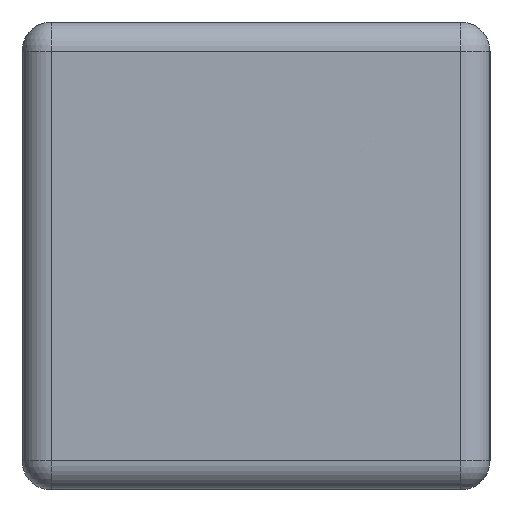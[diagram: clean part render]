
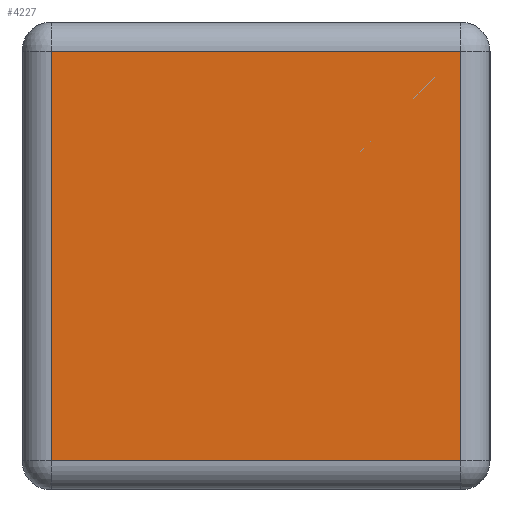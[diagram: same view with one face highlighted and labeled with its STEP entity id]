
A CAD part, left-side view. The second image highlights one B-rep face of the part: STEP entity #4227.
In plain terms, the highlighted planar face has unit normal (-1, 0, 0).
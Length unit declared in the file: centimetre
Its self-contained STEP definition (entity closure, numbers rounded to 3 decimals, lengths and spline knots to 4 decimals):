
#287=AXIS2_PLACEMENT_3D('',#6109,#1466,$);
#372=PLANE('',#287);
#664=VECTOR('',#1422,1.);
#667=VECTOR('',#1429,1.);
#670=VECTOR('',#1434,1.);
#674=VECTOR('',#1444,1.);
#969=LINE('',#6074,#664);
#972=LINE('',#6079,#667);
#975=LINE('',#6083,#670);
#979=LINE('',#6090,#674);
#1422=DIRECTION('',(0.,1.,0.));
#1429=DIRECTION('',(0.,0.,-1.));
#1434=DIRECTION('',(0.,0.,1.));
#1444=DIRECTION('',(0.,-1.,0.));
#1466=DIRECTION('',(-1.,0.,0.));
#1804=VERTEX_POINT('',#6037);
#1808=VERTEX_POINT('',#6054);
#1812=VERTEX_POINT('',#6063);
#1813=VERTEX_POINT('',#6067);
#2506=EDGE_CURVE('',#1813,#1812,#969,.T.);
#2509=EDGE_CURVE('',#1808,#1813,#972,.T.);
#2512=EDGE_CURVE('',#1812,#1804,#975,.T.);
#2516=EDGE_CURVE('',#1804,#1808,#979,.T.);
#3551=ORIENTED_EDGE('',*,*,#2506,.F.);
#3552=ORIENTED_EDGE('',*,*,#2509,.F.);
#3553=ORIENTED_EDGE('',*,*,#2516,.F.);
#3554=ORIENTED_EDGE('',*,*,#2512,.F.);
#3788=EDGE_LOOP('',(#3551,#3552,#3553,#3554));
#4019=FACE_BOUND('',#3788,.T.);
#4227=ADVANCED_FACE('',(#4019),#372,.T.);
#6037=CARTESIAN_POINT('',(0.,1.5,1.5));
#6054=CARTESIAN_POINT('',(0.,0.1,1.5));
#6063=CARTESIAN_POINT('',(0.,1.5,0.1));
#6067=CARTESIAN_POINT('',(0.,0.1,0.1));
#6074=CARTESIAN_POINT('',(0.,0.8,0.1));
#6079=CARTESIAN_POINT('',(0.,0.1,0.));
#6083=CARTESIAN_POINT('',(0.,1.5,0.));
#6090=CARTESIAN_POINT('',(0.,0.8,1.5));
#6109=CARTESIAN_POINT('',(0.,0.8,0.));
